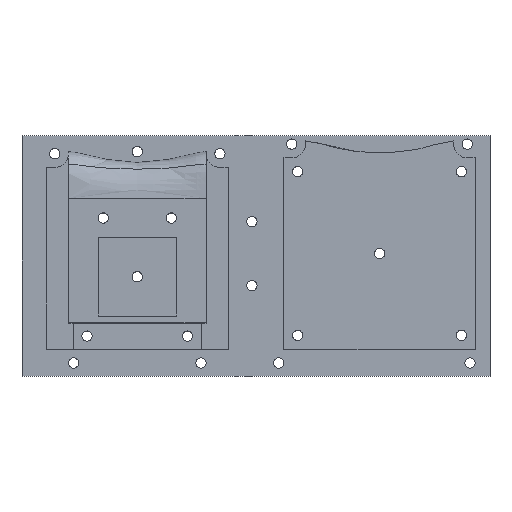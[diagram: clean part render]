
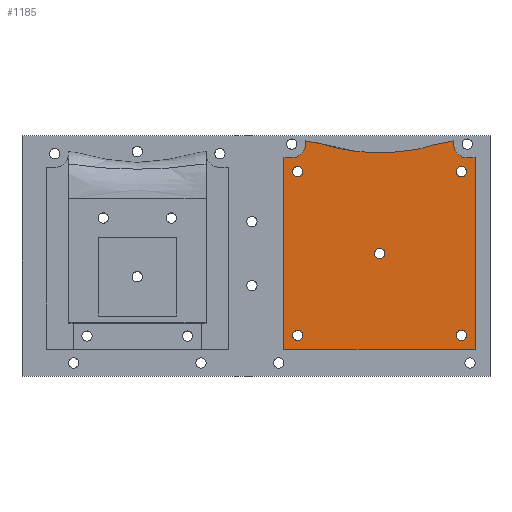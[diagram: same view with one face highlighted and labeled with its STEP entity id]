
A CAD part, top view. The second image highlights one B-rep face of the part: STEP entity #1185.
In plain terms, the highlighted planar face has unit normal (0, 0, 1).
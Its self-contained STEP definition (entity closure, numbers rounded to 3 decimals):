
#48=B_SPLINE_CURVE_WITH_KNOTS('',3,(#1915,#1916,#1917,#1918,#1919,#1920,
#1921,#1922,#1923,#1924,#1925,#1926,#1927,#1928,#1929,#1930,#1931,#1932,
#1933,#1934,#1935,#1936,#1937,#1938,#1939,#1940,#1941,#1942,#1943,#1944,
#1945,#1946,#1947,#1948),.UNSPECIFIED.,.F.,.F.,(4,3,3,3,3,3,3,3,3,3,3,4),
(-11.627,-11.599,-11.144,-9.115,
-6.576,-3.305,-1.932,-1.519,
-0.585,-0.12,-0.002,0.006),
 .UNSPECIFIED.);
#71=FACE_BOUND('',#238,.T.);
#72=FACE_BOUND('',#239,.T.);
#73=FACE_BOUND('',#240,.T.);
#74=FACE_BOUND('',#241,.T.);
#75=FACE_BOUND('',#242,.T.);
#118=CIRCLE('',#1265,2.);
#119=CIRCLE('',#1268,2.);
#120=CIRCLE('',#1276,0.75);
#121=CIRCLE('',#1277,0.75);
#122=CIRCLE('',#1278,0.75);
#123=CIRCLE('',#1279,0.75);
#124=CIRCLE('',#1280,0.75);
#164=FACE_OUTER_BOUND('',#237,.T.);
#237=EDGE_LOOP('',(#882,#883,#884,#885,#886,#887,#888,#889,#890,#891));
#238=EDGE_LOOP('',(#892));
#239=EDGE_LOOP('',(#893));
#240=EDGE_LOOP('',(#894));
#241=EDGE_LOOP('',(#895));
#242=EDGE_LOOP('',(#896));
#338=LINE('',#1821,#442);
#341=LINE('',#1836,#445);
#343=LINE('',#1846,#447);
#345=LINE('',#1952,#449);
#347=LINE('',#1956,#451);
#349=LINE('',#1960,#453);
#350=LINE('',#1962,#454);
#442=VECTOR('',#1414,10.);
#445=VECTOR('',#1423,10.);
#447=VECTOR('',#1427,10.);
#449=VECTOR('',#1431,10.);
#451=VECTOR('',#1435,10.);
#453=VECTOR('',#1439,10.);
#454=VECTOR('',#1442,10.);
#561=VERTEX_POINT('',#1814);
#562=VERTEX_POINT('',#1815);
#563=VERTEX_POINT('',#1820);
#564=VERTEX_POINT('',#1829);
#565=VERTEX_POINT('',#1830);
#566=VERTEX_POINT('',#1835);
#567=VERTEX_POINT('',#1839);
#568=VERTEX_POINT('',#1950);
#569=VERTEX_POINT('',#1954);
#570=VERTEX_POINT('',#1958);
#571=VERTEX_POINT('',#1964);
#572=VERTEX_POINT('',#1966);
#573=VERTEX_POINT('',#1968);
#574=VERTEX_POINT('',#1970);
#575=VERTEX_POINT('',#1972);
#674=EDGE_CURVE('',#561,#562,#118,.T.);
#677=EDGE_CURVE('',#563,#562,#338,.T.);
#679=EDGE_CURVE('',#564,#565,#119,.T.);
#682=EDGE_CURVE('',#566,#565,#341,.T.);
#685=EDGE_CURVE('',#564,#567,#343,.T.);
#686=EDGE_CURVE('',#563,#567,#48,.F.);
#688=EDGE_CURVE('',#561,#568,#345,.T.);
#690=EDGE_CURVE('',#568,#569,#347,.T.);
#692=EDGE_CURVE('',#569,#570,#349,.T.);
#693=EDGE_CURVE('',#570,#566,#350,.T.);
#694=EDGE_CURVE('',#571,#571,#120,.T.);
#695=EDGE_CURVE('',#572,#572,#121,.T.);
#696=EDGE_CURVE('',#573,#573,#122,.T.);
#697=EDGE_CURVE('',#574,#574,#123,.T.);
#698=EDGE_CURVE('',#575,#575,#124,.T.);
#882=ORIENTED_EDGE('',*,*,#677,.T.);
#883=ORIENTED_EDGE('',*,*,#674,.F.);
#884=ORIENTED_EDGE('',*,*,#688,.T.);
#885=ORIENTED_EDGE('',*,*,#690,.T.);
#886=ORIENTED_EDGE('',*,*,#692,.T.);
#887=ORIENTED_EDGE('',*,*,#693,.T.);
#888=ORIENTED_EDGE('',*,*,#682,.T.);
#889=ORIENTED_EDGE('',*,*,#679,.F.);
#890=ORIENTED_EDGE('',*,*,#685,.T.);
#891=ORIENTED_EDGE('',*,*,#686,.F.);
#892=ORIENTED_EDGE('',*,*,#694,.T.);
#893=ORIENTED_EDGE('',*,*,#695,.T.);
#894=ORIENTED_EDGE('',*,*,#696,.T.);
#895=ORIENTED_EDGE('',*,*,#697,.T.);
#896=ORIENTED_EDGE('',*,*,#698,.T.);
#1151=PLANE('',#1275);
#1185=ADVANCED_FACE('',(#164,#71,#72,#73,#74,#75),#1151,.T.);
#1265=AXIS2_PLACEMENT_3D('',#1816,#1408,#1409);
#1268=AXIS2_PLACEMENT_3D('',#1831,#1417,#1418);
#1275=AXIS2_PLACEMENT_3D('',#1963,#1443,#1444);
#1276=AXIS2_PLACEMENT_3D('',#1965,#1445,#1446);
#1277=AXIS2_PLACEMENT_3D('',#1967,#1447,#1448);
#1278=AXIS2_PLACEMENT_3D('',#1969,#1449,#1450);
#1279=AXIS2_PLACEMENT_3D('',#1971,#1451,#1452);
#1280=AXIS2_PLACEMENT_3D('',#1973,#1453,#1454);
#1408=DIRECTION('center_axis',(0.,0.,
1.));
#1409=DIRECTION('ref_axis',(0.707,-0.707,0.));
#1414=DIRECTION('',(0.,-1.,0.));
#1417=DIRECTION('center_axis',(0.,0.,
1.));
#1418=DIRECTION('ref_axis',(-0.707,-0.707,0.));
#1423=DIRECTION('',(-1.,0.,0.));
#1427=DIRECTION('',(0.,1.,0.));
#1431=DIRECTION('',(-1.,0.,0.));
#1435=DIRECTION('',(0.,-1.,0.));
#1439=DIRECTION('',(1.,0.,0.));
#1442=DIRECTION('',(0.,1.,0.));
#1443=DIRECTION('center_axis',(0.,0.,
1.));
#1444=DIRECTION('ref_axis',(-1.,0.,0.));
#1445=DIRECTION('center_axis',(0.,0.,
-1.));
#1446=DIRECTION('ref_axis',(-1.,0.,0.));
#1447=DIRECTION('center_axis',(0.,0.,
-1.));
#1448=DIRECTION('ref_axis',(-1.,0.,0.));
#1449=DIRECTION('center_axis',(0.,0.,
-1.));
#1450=DIRECTION('ref_axis',(-1.,0.,0.));
#1451=DIRECTION('center_axis',(0.,0.,
-1.));
#1452=DIRECTION('ref_axis',(-1.,0.,0.));
#1453=DIRECTION('center_axis',(0.,0.,
-1.));
#1454=DIRECTION('ref_axis',(-1.,0.,0.));
#1814=CARTESIAN_POINT('',(82.45,14.6,-4.6));
#1815=CARTESIAN_POINT('',(84.45,16.6,-4.6));
#1816=CARTESIAN_POINT('Origin',(82.45,16.6,-4.6));
#1820=CARTESIAN_POINT('',(84.45,17.052,-4.6));
#1821=CARTESIAN_POINT('',(84.45,8.261,-4.6));
#1829=CARTESIAN_POINT('',(105.95,16.6,-4.6));
#1830=CARTESIAN_POINT('',(107.95,14.6,-4.6));
#1831=CARTESIAN_POINT('Origin',(107.95,16.6,-4.6));
#1835=CARTESIAN_POINT('',(109.1,14.6,-4.6));
#1836=CARTESIAN_POINT('',(109.1,14.6,-4.6));
#1839=CARTESIAN_POINT('',(105.95,17.052,-4.6));
#1846=CARTESIAN_POINT('',(105.95,9.483,-4.6));
#1915=CARTESIAN_POINT('Ctrl Pts',(105.95,17.052,-4.6));
#1916=CARTESIAN_POINT('Ctrl Pts',(105.933,17.05,-4.6));
#1917=CARTESIAN_POINT('Ctrl Pts',(105.917,17.047,-4.6));
#1918=CARTESIAN_POINT('Ctrl Pts',(105.9,17.044,-4.6));
#1919=CARTESIAN_POINT('Ctrl Pts',(105.63,17.001,-4.6));
#1920=CARTESIAN_POINT('Ctrl Pts',(105.359,16.957,-4.6));
#1921=CARTESIAN_POINT('Ctrl Pts',(105.089,16.913,-4.6));
#1922=CARTESIAN_POINT('Ctrl Pts',(103.874,16.718,-4.6));
#1923=CARTESIAN_POINT('Ctrl Pts',(103.526,16.638,-4.6));
#1924=CARTESIAN_POINT('Ctrl Pts',(102.753,16.392,-4.6));
#1925=CARTESIAN_POINT('Ctrl Pts',(101.783,16.083,-4.6));
#1926=CARTESIAN_POINT('Ctrl Pts',(101.5,15.946,-4.6));
#1927=CARTESIAN_POINT('Ctrl Pts',(99.837,15.689,-4.6));
#1928=CARTESIAN_POINT('Ctrl Pts',(97.684,15.358,-4.6));
#1929=CARTESIAN_POINT('Ctrl Pts',(96.031,15.227,-4.6));
#1930=CARTESIAN_POINT('Ctrl Pts',(93.862,15.332,-4.6));
#1931=CARTESIAN_POINT('Ctrl Pts',(92.95,15.376,-4.6));
#1932=CARTESIAN_POINT('Ctrl Pts',(92.076,15.452,-4.6));
#1933=CARTESIAN_POINT('Ctrl Pts',(90.465,15.705,-4.6));
#1934=CARTESIAN_POINT('Ctrl Pts',(89.982,15.78,-4.6));
#1935=CARTESIAN_POINT('Ctrl Pts',(89.644,15.841,-4.6));
#1936=CARTESIAN_POINT('Ctrl Pts',(89.367,15.901,-4.6));
#1937=CARTESIAN_POINT('Ctrl Pts',(88.74,16.036,-4.6));
#1938=CARTESIAN_POINT('Ctrl Pts',(88.376,16.176,-4.6));
#1939=CARTESIAN_POINT('Ctrl Pts',(87.29,16.503,-4.6));
#1940=CARTESIAN_POINT('Ctrl Pts',(86.733,16.67,-4.6));
#1941=CARTESIAN_POINT('Ctrl Pts',(86.38,16.741,-4.6));
#1942=CARTESIAN_POINT('Ctrl Pts',(85.311,16.913,-4.6));
#1943=CARTESIAN_POINT('Ctrl Pts',(85.041,16.957,-4.6));
#1944=CARTESIAN_POINT('Ctrl Pts',(84.77,17.001,-4.6));
#1945=CARTESIAN_POINT('Ctrl Pts',(84.5,17.044,-4.6));
#1946=CARTESIAN_POINT('Ctrl Pts',(84.483,17.047,-4.6));
#1947=CARTESIAN_POINT('Ctrl Pts',(84.467,17.05,-4.6));
#1948=CARTESIAN_POINT('Ctrl Pts',(84.45,17.052,-4.6));
#1950=CARTESIAN_POINT('',(81.3,14.6,-4.6));
#1952=CARTESIAN_POINT('',(84.5,14.6,-4.6));
#1954=CARTESIAN_POINT('',(81.3,-13.2,-4.6));
#1956=CARTESIAN_POINT('',(81.3,14.6,-4.6));
#1958=CARTESIAN_POINT('',(109.1,-13.2,-4.6));
#1960=CARTESIAN_POINT('',(81.3,-13.2,-4.6));
#1962=CARTESIAN_POINT('',(109.1,-13.2,-4.6));
#1963=CARTESIAN_POINT('Origin',(95.2,1.922,-4.6));
#1964=CARTESIAN_POINT('',(84.05,-11.2,-4.6));
#1965=CARTESIAN_POINT('Origin',(83.3,-11.2,-4.6));
#1966=CARTESIAN_POINT('',(107.85,12.6,-4.6));
#1967=CARTESIAN_POINT('Origin',(107.1,12.6,-4.6));
#1968=CARTESIAN_POINT('',(107.85,-11.2,-4.6));
#1969=CARTESIAN_POINT('Origin',(107.1,-11.2,-4.6));
#1970=CARTESIAN_POINT('',(84.05,12.6,-4.6));
#1971=CARTESIAN_POINT('Origin',(83.3,12.6,-4.6));
#1972=CARTESIAN_POINT('',(95.95,0.7,-4.6));
#1973=CARTESIAN_POINT('Origin',(95.2,0.7,-4.6));
